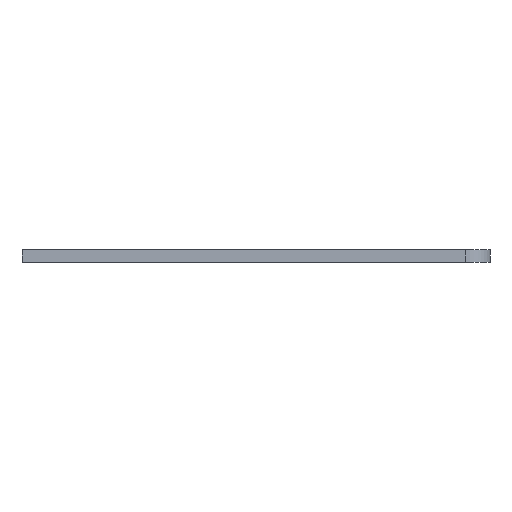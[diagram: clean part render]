
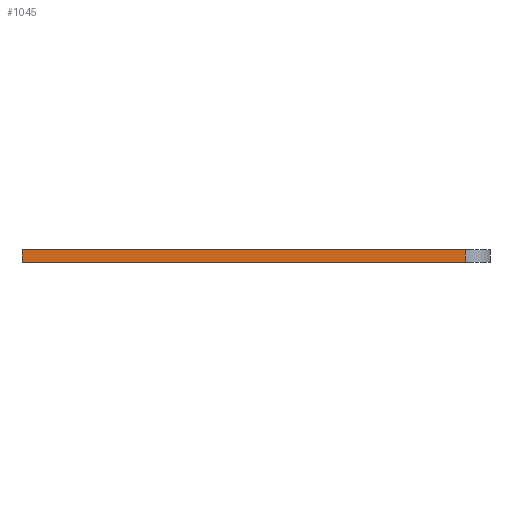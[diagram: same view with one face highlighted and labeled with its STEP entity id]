
A CAD part, front view. The second image highlights one B-rep face of the part: STEP entity #1045.
In plain terms, the highlighted planar face has unit normal (0, -1, 0).
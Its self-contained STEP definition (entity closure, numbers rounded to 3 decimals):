
#77=PLANE('',#1111);
#110=FACE_OUTER_BOUND('',#165,.T.);
#165=EDGE_LOOP('',(#753,#754,#755,#756));
#242=LINE('',#1515,#343);
#243=LINE('',#1517,#344);
#244=LINE('',#1519,#345);
#245=LINE('',#1520,#346);
#343=VECTOR('',#1194,10.);
#344=VECTOR('',#1195,10.);
#345=VECTOR('',#1196,10.);
#346=VECTOR('',#1197,10.);
#474=VERTEX_POINT('',#1513);
#475=VERTEX_POINT('',#1514);
#476=VERTEX_POINT('',#1516);
#477=VERTEX_POINT('',#1518);
#582=EDGE_CURVE('',#474,#475,#242,.T.);
#583=EDGE_CURVE('',#475,#476,#243,.T.);
#584=EDGE_CURVE('',#477,#476,#244,.T.);
#585=EDGE_CURVE('',#474,#477,#245,.T.);
#753=ORIENTED_EDGE('',*,*,#582,.T.);
#754=ORIENTED_EDGE('',*,*,#583,.T.);
#755=ORIENTED_EDGE('',*,*,#584,.F.);
#756=ORIENTED_EDGE('',*,*,#585,.F.);
#1045=ADVANCED_FACE('',(#110),#77,.T.);
#1111=AXIS2_PLACEMENT_3D('',#1512,#1192,#1193);
#1192=DIRECTION('center_axis',(0.,-1.,0.));
#1193=DIRECTION('ref_axis',(1.,0.,0.));
#1194=DIRECTION('',(1.,0.,0.));
#1195=DIRECTION('',(0.,0.,1.));
#1196=DIRECTION('',(1.,0.,0.));
#1197=DIRECTION('',(0.,0.,1.));
#1512=CARTESIAN_POINT('Origin',(-38.,-76.425,1.35));
#1513=CARTESIAN_POINT('',(-38.,-76.425,1.35));
#1514=CARTESIAN_POINT('',(-2.,-76.425,1.35));
#1515=CARTESIAN_POINT('',(-38.,-76.425,1.35));
#1516=CARTESIAN_POINT('',(-2.,-76.425,2.35));
#1517=CARTESIAN_POINT('',(-2.,-76.425,1.35));
#1518=CARTESIAN_POINT('',(-38.,-76.425,2.35));
#1519=CARTESIAN_POINT('',(-38.,-76.425,2.35));
#1520=CARTESIAN_POINT('',(-38.,-76.425,1.35));
